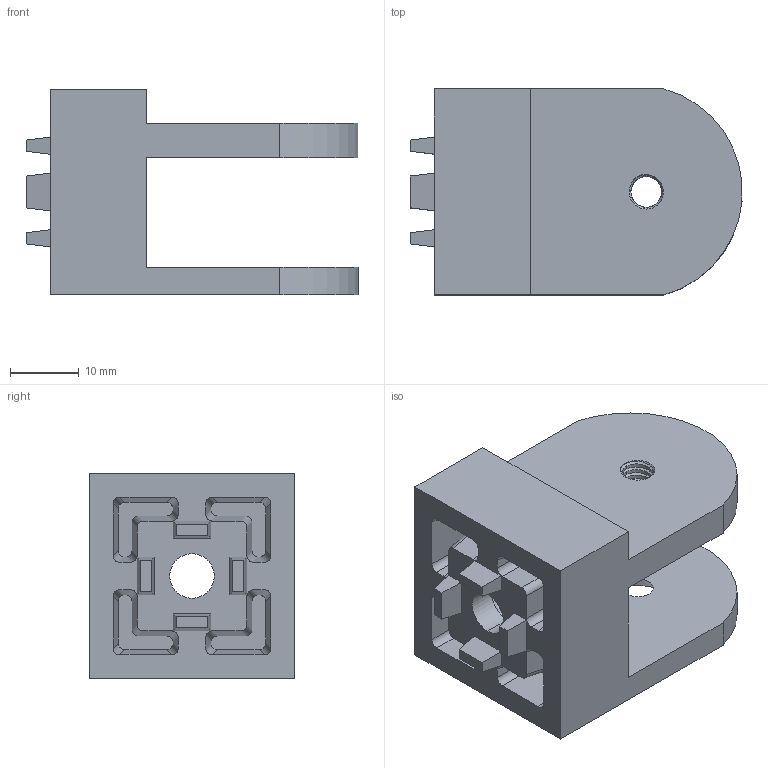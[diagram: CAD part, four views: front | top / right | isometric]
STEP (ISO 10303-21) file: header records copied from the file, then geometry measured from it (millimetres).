
FILE_DESCRIPTION (( 'STEP AP203' ), '1' );
FILE_NAME ('ART3030.STEP', '2018-04-03T11:01:39', ( 'User2' ), ( '' ), 'SwSTEP 2.0', 'SolidWorks 2007', '' );
FILE_SCHEMA (( 'CONFIG_CONTROL_DESIGN' ));
Length unit declared in the file: millimetre
Products named in the file (1): ART3030
Bounding box: 48.38 x 30 x 30 mm (x, y, z)
Volume: 18083.5 mm3; surface area: 8545.8 mm2
Topology: 1 solids, 1 shells, 109 faces, 295 edges, 196 vertices
Faces by surface type: plane 60, cylinder 42, cone 5, bspline 2
Entity records: 4024 total; most frequent: CARTESIAN_POINT 1399, ORIENTED_EDGE 588, DIRECTION 457, EDGE_CURVE 294, VERTEX_POINT 195, VECTOR 193, LINE 193, AXIS2_PLACEMENT_3D 132
